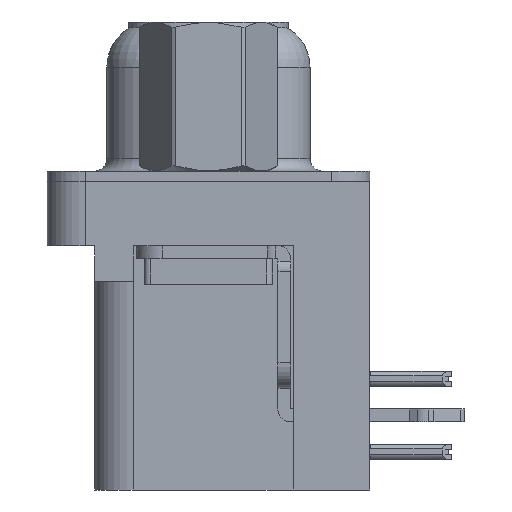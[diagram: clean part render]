
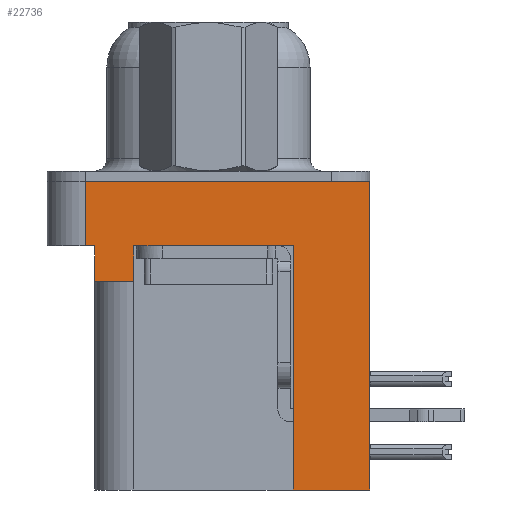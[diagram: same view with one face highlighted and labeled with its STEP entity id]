
A CAD part, left-side view. The second image highlights one B-rep face of the part: STEP entity #22736.
In plain terms, the highlighted planar face has unit normal (-1, 0, 0).
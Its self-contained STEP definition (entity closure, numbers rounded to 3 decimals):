
#45 = VECTOR ( 'NONE', #19109, 1000. ) ;
#197 = VERTEX_POINT ( 'NONE', #21135 ) ;
#532 = CARTESIAN_POINT ( 'NONE',  ( -2.91, 4.775, -2.5 ) ) ;
#583 = LINE ( 'NONE', #8343, #12037 ) ;
#765 = CARTESIAN_POINT ( 'NONE',  ( -2.91, -3.295, -12. ) ) ;
#1308 = EDGE_CURVE ( 'NONE', #1888, #28672, #6564, .T. ) ;
#1365 = CARTESIAN_POINT ( 'NONE',  ( -2.91, 2.895, -3.9 ) ) ;
#1639 = EDGE_CURVE ( 'NONE', #19721, #197, #21511, .T. ) ;
#1781 = LINE ( 'NONE', #27893, #45 ) ;
#1782 = PLANE ( 'NONE',  #6471 ) ;
#1802 = ORIENTED_EDGE ( 'NONE', *, *, #22801, .T. ) ;
#1888 = VERTEX_POINT ( 'NONE', #25639 ) ;
#2160 = CARTESIAN_POINT ( 'NONE',  ( -2.91, -6.275, -2.5 ) ) ;
#3007 = ORIENTED_EDGE ( 'NONE', *, *, #9012, .F. ) ;
#3349 = EDGE_CURVE ( 'NONE', #22293, #7374, #17893, .T. ) ;
#3957 = CARTESIAN_POINT ( 'NONE',  ( -2.91, 4.425, -3.9 ) ) ;
#4221 = ORIENTED_EDGE ( 'NONE', *, *, #1308, .F. ) ;
#4607 = ORIENTED_EDGE ( 'NONE', *, *, #3349, .F. ) ;
#4668 = LINE ( 'NONE', #20425, #27693 ) ;
#4721 = ORIENTED_EDGE ( 'NONE', *, *, #12362, .T. ) ;
#5740 = CARTESIAN_POINT ( 'NONE',  ( -2.91, 2.895, -2.5 ) ) ;
#6199 = VECTOR ( 'NONE', #16052, 1000. ) ;
#6233 = DIRECTION ( 'NONE',  ( -1., 0., 0. ) ) ;
#6471 = AXIS2_PLACEMENT_3D ( 'NONE', #23885, #6233, #15016 ) ;
#6515 = ORIENTED_EDGE ( 'NONE', *, *, #13739, .F. ) ;
#6564 = LINE ( 'NONE', #765, #22967 ) ;
#7233 = VECTOR ( 'NONE', #26701, 1000. ) ;
#7374 = VERTEX_POINT ( 'NONE', #25845 ) ;
#8343 = CARTESIAN_POINT ( 'NONE',  ( -2.91, -3.295, -12. ) ) ;
#9012 = EDGE_CURVE ( 'NONE', #7374, #20325, #20495, .T. ) ;
#10023 = VECTOR ( 'NONE', #10573, 1000. ) ;
#10351 = CARTESIAN_POINT ( 'NONE',  ( -2.91, 2.895, -3.9 ) ) ;
#10573 = DIRECTION ( 'NONE',  ( 0., 0., 1. ) ) ;
#11078 = DIRECTION ( 'NONE',  ( 0., 0., 1. ) ) ;
#11174 = EDGE_LOOP ( 'NONE', ( #3007, #4607, #20748, #12833, #21617, #4721, #14860, #6515, #4221, #1802 ) ) ;
#11331 = LINE ( 'NONE', #17958, #16264 ) ;
#11418 = FACE_OUTER_BOUND ( 'NONE', #11174, .T. ) ;
#11527 = DIRECTION ( 'NONE',  ( 0., 1., 0. ) ) ;
#11980 = VECTOR ( 'NONE', #20570, 1000. ) ;
#12037 = VECTOR ( 'NONE', #11078, 1000. ) ;
#12362 = EDGE_CURVE ( 'NONE', #20390, #24211, #19412, .T. ) ;
#12833 = ORIENTED_EDGE ( 'NONE', *, *, #1639, .F. ) ;
#13739 = EDGE_CURVE ( 'NONE', #28672, #25987, #583, .T. ) ;
#14274 = DIRECTION ( 'NONE',  ( 0., 1., 0. ) ) ;
#14465 = EDGE_CURVE ( 'NONE', #24211, #25987, #11331, .T. ) ;
#14860 = ORIENTED_EDGE ( 'NONE', *, *, #14465, .T. ) ;
#15016 = DIRECTION ( 'NONE',  ( 0., 0., 1. ) ) ;
#16052 = DIRECTION ( 'NONE',  ( 0., -1., 0. ) ) ;
#16264 = VECTOR ( 'NONE', #22354, 1000. ) ;
#16331 = LINE ( 'NONE', #2160, #7233 ) ;
#16495 = EDGE_CURVE ( 'NONE', #20390, #19721, #4668, .T. ) ;
#17893 = LINE ( 'NONE', #532, #11980 ) ;
#17958 = CARTESIAN_POINT ( 'NONE',  ( -2.91, -6.275, -2.5 ) ) ;
#18963 = CARTESIAN_POINT ( 'NONE',  ( -2.91, -6.275, 0. ) ) ;
#19109 = DIRECTION ( 'NONE',  ( 0., -1., 0. ) ) ;
#19412 = LINE ( 'NONE', #1365, #10023 ) ;
#19721 = VERTEX_POINT ( 'NONE', #3957 ) ;
#20325 = VERTEX_POINT ( 'NONE', #26241 ) ;
#20390 = VERTEX_POINT ( 'NONE', #10351 ) ;
#20425 = CARTESIAN_POINT ( 'NONE',  ( -2.91, 4.425, -3.9 ) ) ;
#20495 = LINE ( 'NONE', #18963, #6199 ) ;
#20555 = EDGE_CURVE ( 'NONE', #22293, #197, #1781, .T. ) ;
#20570 = DIRECTION ( 'NONE',  ( 0., 0., 1. ) ) ;
#20748 = ORIENTED_EDGE ( 'NONE', *, *, #20555, .T. ) ;
#21135 = CARTESIAN_POINT ( 'NONE',  ( -2.91, 4.425, -2.5 ) ) ;
#21511 = LINE ( 'NONE', #22630, #24986 ) ;
#21617 = ORIENTED_EDGE ( 'NONE', *, *, #16495, .F. ) ;
#22293 = VERTEX_POINT ( 'NONE', #27122 ) ;
#22354 = DIRECTION ( 'NONE',  ( 0., -1., 0. ) ) ;
#22630 = CARTESIAN_POINT ( 'NONE',  ( -2.91, 4.425, -3.9 ) ) ;
#22736 = ADVANCED_FACE ( 'NONE', ( #11418 ), #1782, .T. ) ;
#22801 = EDGE_CURVE ( 'NONE', #1888, #20325, #16331, .T. ) ;
#22967 = VECTOR ( 'NONE', #14274, 1000. ) ;
#23139 = CARTESIAN_POINT ( 'NONE',  ( -2.91, -3.295, -12. ) ) ;
#23885 = CARTESIAN_POINT ( 'NONE',  ( -2.91, -6.275, -2.5 ) ) ;
#24211 = VERTEX_POINT ( 'NONE', #5740 ) ;
#24871 = DIRECTION ( 'NONE',  ( 0., 0., 1. ) ) ;
#24986 = VECTOR ( 'NONE', #24871, 1000. ) ;
#25639 = CARTESIAN_POINT ( 'NONE',  ( -2.91, -6.275, -12. ) ) ;
#25845 = CARTESIAN_POINT ( 'NONE',  ( -2.91, 4.775, 0. ) ) ;
#25987 = VERTEX_POINT ( 'NONE', #27401 ) ;
#26241 = CARTESIAN_POINT ( 'NONE',  ( -2.91, -6.275, 0. ) ) ;
#26701 = DIRECTION ( 'NONE',  ( 0., 0., 1. ) ) ;
#27122 = CARTESIAN_POINT ( 'NONE',  ( -2.91, 4.775, -2.5 ) ) ;
#27401 = CARTESIAN_POINT ( 'NONE',  ( -2.91, -3.295, -2.5 ) ) ;
#27693 = VECTOR ( 'NONE', #11527, 1000. ) ;
#27893 = CARTESIAN_POINT ( 'NONE',  ( -2.91, -6.275, -2.5 ) ) ;
#28672 = VERTEX_POINT ( 'NONE', #23139 ) ;
